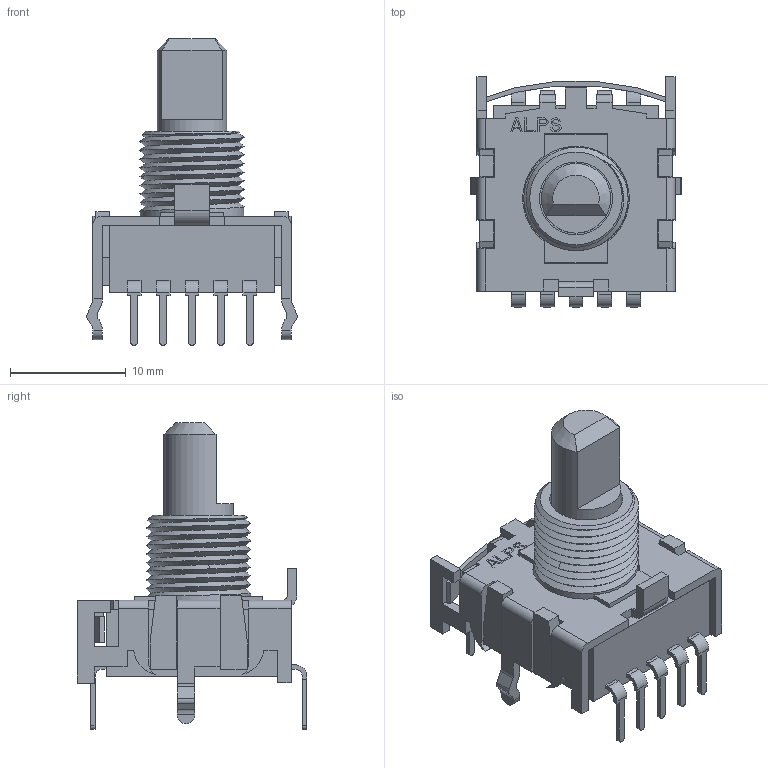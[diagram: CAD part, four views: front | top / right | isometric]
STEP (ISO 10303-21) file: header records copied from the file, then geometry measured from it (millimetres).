
FILE_DESCRIPTION(/* description */ ('','CAx-IF Rec.Pracs.---Representation and Presentation of Product Manufacturing Information (PMI)---4.0---2014-10-13'),/* implementation_level */ '2;1');
FILE_NAME(/* name */ 'SRBV160803.step',/* time_stamp */ '2024-12-12T15:05:34+08:00',/* author */ (''),/* organization */ (''),/* preprocessor_version */ 'ST-DEVELOPER v20',/* originating_system */ 'Autodesk Translation Framework v13.20.0.188',/* authorisation */ '');
FILE_SCHEMA (('AP242_MANAGED_MODEL_BASED_3D_ENGINEERING_MIM_LF { 1 0 10303 442 1 1 4 }'));
Length unit declared in the file: millimetre
Products named in the file (1): 353
Bounding box: 18.21 x 19.85 x 26.5 mm (x, y, z)
Volume: 2328.6 mm3; surface area: 2544.6 mm2
Topology: 3 solids, 3 shells, 548 faces, 1535 edges, 1020 vertices
Faces by surface type: plane 469, cylinder 69, bspline 7, cone 3
Full cylindrical faces by diameter (mm): 6 x1, 6.3 x1
Entity records: 19896 total; most frequent: CARTESIAN_POINT 5085, ORIENTED_EDGE 3070, DIRECTION 2738, EDGE_CURVE 1535, LINE 1364, VECTOR 1364, VERTEX_POINT 1020, AXIS2_PLACEMENT_3D 687
